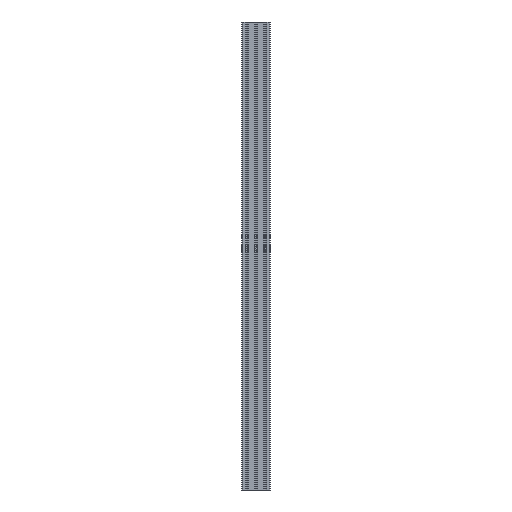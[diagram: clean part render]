
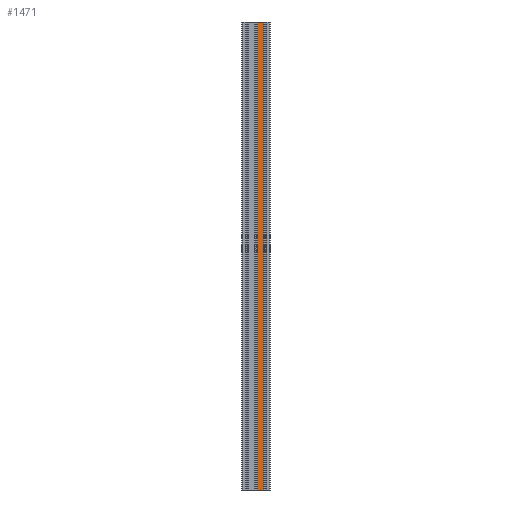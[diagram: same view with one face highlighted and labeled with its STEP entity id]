
A CAD part, front view. The second image highlights one B-rep face of the part: STEP entity #1471.
In plain terms, the highlighted planar face has unit normal (0, -1, 0).
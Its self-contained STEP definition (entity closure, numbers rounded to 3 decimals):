
#1413=CARTESIAN_POINT('',(13.25,-20.0,1000.0));
#1414=VERTEX_POINT('',#1413);
#1422=CARTESIAN_POINT('',(13.25,-20.0,0.0));
#1423=VERTEX_POINT('',#1422);
#1424=CARTESIAN_POINT('',(13.25,-20.0,0.0));
#1425=DIRECTION('',(0.0,0.0,1.0));
#1426=VECTOR('',#1425,1000.0);
#1427=LINE('',#1424,#1426);
#1428=EDGE_CURVE('',#1423,#1414,#1427,.T.);
#1441=CARTESIAN_POINT('',(13.25,-20.0,0.0));
#1442=DIRECTION('',(0.0,-1.0,0.0));
#1443=DIRECTION('',(0.0,0.0,-1.0));
#1444=AXIS2_PLACEMENT_3D('',#1441,#1442,#1443);
#1445=PLANE('',#1444);
#1446=CARTESIAN_POINT('',(0.0,-20.0,1000.0));
#1447=VERTEX_POINT('',#1446);
#1448=CARTESIAN_POINT('',(13.25,-20.0,1000.0));
#1449=DIRECTION('',(-1.0,0.0,0.0));
#1450=VECTOR('',#1449,13.25);
#1451=LINE('',#1448,#1450);
#1452=EDGE_CURVE('',#1414,#1447,#1451,.T.);
#1453=ORIENTED_EDGE('',*,*,#1452,.T.);
#1454=CARTESIAN_POINT('',(0.0,-20.0,0.0));
#1455=VERTEX_POINT('',#1454);
#1456=CARTESIAN_POINT('',(0.0,-20.0,0.0));
#1457=DIRECTION('',(0.0,0.0,1.0));
#1458=VECTOR('',#1457,1000.0);
#1459=LINE('',#1456,#1458);
#1460=EDGE_CURVE('',#1455,#1447,#1459,.T.);
#1461=ORIENTED_EDGE('',*,*,#1460,.F.);
#1462=CARTESIAN_POINT('',(0.0,-20.0,0.0));
#1463=DIRECTION('',(1.0,0.0,0.0));
#1464=VECTOR('',#1463,13.25);
#1465=LINE('',#1462,#1464);
#1466=EDGE_CURVE('',#1455,#1423,#1465,.T.);
#1467=ORIENTED_EDGE('',*,*,#1466,.T.);
#1468=ORIENTED_EDGE('',*,*,#1428,.T.);
#1469=EDGE_LOOP('',(#1453,#1461,#1467,#1468));
#1470=FACE_OUTER_BOUND('',#1469,.T.);
#1471=ADVANCED_FACE('',(#1470),#1445,.T.);
